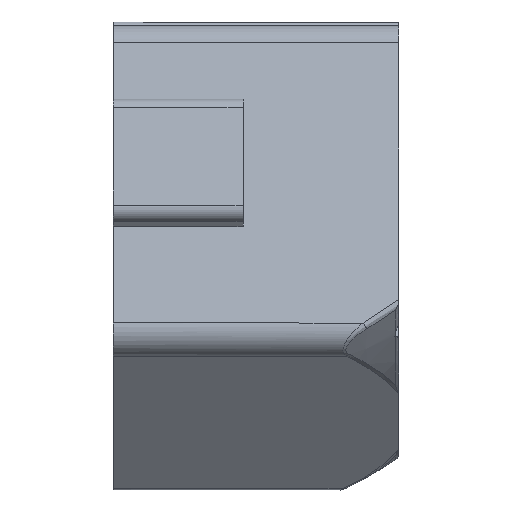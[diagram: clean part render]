
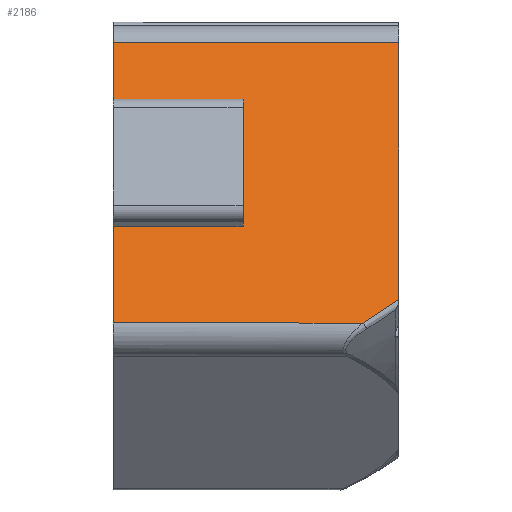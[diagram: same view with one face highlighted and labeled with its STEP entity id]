
A CAD part, front view. The second image highlights one B-rep face of the part: STEP entity #2186.
In plain terms, the highlighted planar face has unit normal (0, -0.94, 0.34).
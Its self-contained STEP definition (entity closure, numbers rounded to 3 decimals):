
#489 = VERTEX_POINT('',#490);
#490 = CARTESIAN_POINT('',(2.491,-27.254,
    -25.808));
#497 = EDGE_CURVE('',#498,#489,#500,.T.);
#498 = VERTEX_POINT('',#499);
#499 = CARTESIAN_POINT('',(2.494,-24.363,
    -17.815));
#500 = LINE('',#501,#502);
#501 = CARTESIAN_POINT('',(2.5,-19.091,
    -3.239));
#502 = VECTOR('',#503,1.);
#503 = DIRECTION('',(0.,-0.34,-0.94)
  );
#625 = VERTEX_POINT('',#626);
#626 = CARTESIAN_POINT('',(2.497,-22.322,
    -12.173));
#633 = EDGE_CURVE('',#634,#625,#636,.T.);
#634 = VERTEX_POINT('',#635);
#635 = CARTESIAN_POINT('',(2.5,-19.431,-4.18
    ));
#636 = LINE('',#637,#638);
#637 = CARTESIAN_POINT('',(2.5,-19.091,
    -3.239));
#638 = VECTOR('',#639,1.);
#639 = DIRECTION('',(0.,-0.34,-0.94)
  );
#1457 = VERTEX_POINT('',#1458);
#1458 = CARTESIAN_POINT('',(24.5,-19.432,
    -4.188));
#1465 = EDGE_CURVE('',#1457,#1466,#1468,.T.);
#1466 = VERTEX_POINT('',#1467);
#1467 = CARTESIAN_POINT('',(24.492,-26.596,
    -23.993));
#1468 = LINE('',#1469,#1470);
#1469 = CARTESIAN_POINT('',(24.501,-18.752,
    -2.307));
#1470 = VECTOR('',#1471,1.);
#1471 = DIRECTION('',(0.,-0.34,-0.94
    ));
#2147 = VERTEX_POINT('',#2148);
#2148 = CARTESIAN_POINT('',(21.762,-27.255,
    -25.816));
#2175 = EDGE_CURVE('',#2147,#489,#2176,.T.);
#2176 = LINE('',#2177,#2178);
#2177 = CARTESIAN_POINT('',(24.491,-27.255,
    -25.817));
#2178 = VECTOR('',#2179,1.);
#2179 = DIRECTION('',(-1.,0.,
    0.));
#2186 = ADVANCED_FACE('',(#2187),#2257,.T.);
#2187 = FACE_BOUND('',#2188,.T.);
#2188 = EDGE_LOOP('',(#2189,#2190,#2196,#2197,#2205,#2213,#2221,#2229,
    #2235,#2236,#2237));
#2189 = ORIENTED_EDGE('',*,*,#1465,.F.);
#2190 = ORIENTED_EDGE('',*,*,#2191,.T.);
#2191 = EDGE_CURVE('',#1457,#634,#2192,.T.);
#2192 = LINE('',#2193,#2194);
#2193 = CARTESIAN_POINT('',(24.5,-19.432,
    -4.188));
#2194 = VECTOR('',#2195,1.);
#2195 = DIRECTION('',(-1.,0.,
    0.));
#2196 = ORIENTED_EDGE('',*,*,#633,.T.);
#2197 = ORIENTED_EDGE('',*,*,#2198,.T.);
#2198 = EDGE_CURVE('',#625,#2199,#2201,.T.);
#2199 = VERTEX_POINT('',#2200);
#2200 = CARTESIAN_POINT('',(12.497,-22.323,
    -12.177));
#2201 = LINE('',#2202,#2203);
#2202 = CARTESIAN_POINT('',(2.497,-22.322,
    -12.173));
#2203 = VECTOR('',#2204,1.);
#2204 = DIRECTION('',(1.,0.,
    0.));
#2205 = ORIENTED_EDGE('',*,*,#2206,.F.);
#2206 = EDGE_CURVE('',#2207,#2199,#2209,.T.);
#2207 = VERTEX_POINT('',#2208);
#2208 = CARTESIAN_POINT('',(12.496,-22.663,
    -13.117));
#2209 = LINE('',#2210,#2211);
#2210 = CARTESIAN_POINT('',(12.496,-22.899,
    -13.77));
#2211 = VECTOR('',#2212,1.);
#2212 = DIRECTION('',(0.,0.34,0.94));
#2213 = ORIENTED_EDGE('',*,*,#2214,.F.);
#2214 = EDGE_CURVE('',#2215,#2207,#2217,.T.);
#2215 = VERTEX_POINT('',#2216);
#2216 = CARTESIAN_POINT('',(12.495,-24.023,
    -16.879));
#2217 = LINE('',#2218,#2219);
#2218 = CARTESIAN_POINT('',(12.496,-22.899,
    -13.77));
#2219 = VECTOR('',#2220,1.);
#2220 = DIRECTION('',(0.,0.34,0.94));
#2221 = ORIENTED_EDGE('',*,*,#2222,.T.);
#2222 = EDGE_CURVE('',#2215,#2223,#2225,.T.);
#2223 = VERTEX_POINT('',#2224);
#2224 = CARTESIAN_POINT('',(12.494,-24.363,
    -17.819));
#2225 = LINE('',#2226,#2227);
#2226 = CARTESIAN_POINT('',(12.496,-22.899,
    -13.77));
#2227 = VECTOR('',#2228,1.);
#2228 = DIRECTION('',(0.,-0.34,-0.94
    ));
#2229 = ORIENTED_EDGE('',*,*,#2230,.F.);
#2230 = EDGE_CURVE('',#498,#2223,#2231,.T.);
#2231 = LINE('',#2232,#2233);
#2232 = CARTESIAN_POINT('',(2.494,-24.363,
    -17.815));
#2233 = VECTOR('',#2234,1.);
#2234 = DIRECTION('',(1.,0.,
    0.));
#2235 = ORIENTED_EDGE('',*,*,#497,.T.);
#2236 = ORIENTED_EDGE('',*,*,#2175,.F.);
#2237 = ORIENTED_EDGE('',*,*,#2238,.T.);
#2238 = EDGE_CURVE('',#2147,#1466,#2239,.T.);
#2239 = B_SPLINE_CURVE_WITH_KNOTS('',6,(#2240,#2241,#2242,#2243,#2244,
    #2245,#2246,#2247,#2248,#2249,#2250,#2251,#2252,#2253,#2254,#2255,
    #2256),.UNSPECIFIED.,.F.,.F.,(7,5,5,7),(12.365,
    12.893,15.95,16.725),.UNSPECIFIED.);
#2240 = CARTESIAN_POINT('',(21.762,-27.255,
    -25.816));
#2241 = CARTESIAN_POINT('',(21.834,-27.239,
    -25.772));
#2242 = CARTESIAN_POINT('',(21.904,-27.224,
    -25.729));
#2243 = CARTESIAN_POINT('',(21.975,-27.208,
    -25.685));
#2244 = CARTESIAN_POINT('',(22.044,-27.192,
    -25.642));
#2245 = CARTESIAN_POINT('',(22.115,-27.176,
    -25.598));
#2246 = CARTESIAN_POINT('',(22.579,-27.071,
    -25.307));
#2247 = CARTESIAN_POINT('',(22.968,-26.98,
    -25.055));
#2248 = CARTESIAN_POINT('',(23.356,-26.886,
    -24.797));
#2249 = CARTESIAN_POINT('',(23.738,-26.791,
    -24.534));
#2250 = CARTESIAN_POINT('',(24.117,-26.694,
    -24.266));
#2251 = CARTESIAN_POINT('',(24.587,-26.571,
    -23.924));
#2252 = CARTESIAN_POINT('',(24.684,-26.545,
    -23.853));
#2253 = CARTESIAN_POINT('',(24.785,-26.518,
    -23.779));
#2254 = CARTESIAN_POINT('',(24.889,-26.491,
    -23.704));
#2255 = CARTESIAN_POINT('',(24.995,-26.463,
    -23.626));
#2256 = CARTESIAN_POINT('',(25.104,-26.434,
    -23.547));
#2257 = PLANE('',#2258);
#2258 = AXIS2_PLACEMENT_3D('',#2259,#2260,#2261);
#2259 = CARTESIAN_POINT('',(13.495,-23.343,
    -14.998));
#2260 = DIRECTION('',(0.,-0.94,0.34));
#2261 = DIRECTION('',(-1.,0.,
    0.));
